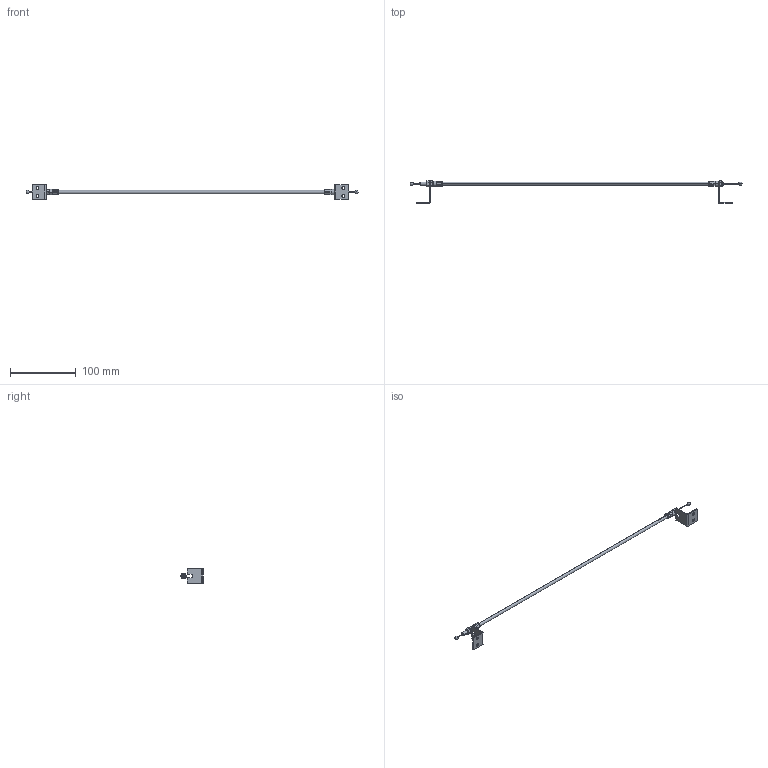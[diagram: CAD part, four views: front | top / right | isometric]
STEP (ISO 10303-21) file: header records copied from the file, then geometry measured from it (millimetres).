
FILE_DESCRIPTION (( 'STEP AP203' ), '1' );
FILE_NAME ('AC-1025-YB-500_.STEP', '2008-09-18T13:04:21', ( ' ' ), ( ' ' ), 'SwSTEP 2.0', 'SolidWorks 2007', '' );
FILE_SCHEMA (( 'CONFIG_CONTROL_DESIGN' ));
Length unit declared in the file: millimetre
Products named in the file (8): AC-1025-YB愭抂晹_岞_棉太倌; 六角ナットM5（クラス2）_JIS B 1181 Hexagon nut - Class 2 Finished M5 --N; AC-1025-YB-500_; AC-1025-YBラッチ側端子_公_ﾃﾞﾌｫﾙﾄ; AC-1025-YBハンドル側端子_公_ﾃﾞﾌｫﾙﾄ; AC-1025-YB傾僂僞乕_岞_AC-1025-YB-500; AC-1025-YBワイヤーロープ_公_AC-1025-YB-500; AC-1025-YB傾儞僌儖_岞_棉太倌
Assembly tree (11 placements, depth 2):
  AC-1025-YB-500_
    AC-1025-YB傾儞僌儖_岞_棉太倌  x2
    六角ナットM5（クラス2）_JIS B 1181 Hexagon nut - Class 2 Finished M5 --N  x3
    AC-1025-YB愭抂晹_岞_棉太倌  x2
    AC-1025-YBハンドル側端子_公_ﾃﾞﾌｫﾙﾄ
    AC-1025-YBラッチ側端子_公_ﾃﾞﾌｫﾙﾄ
    AC-1025-YB傾僂僞乕_岞_AC-1025-YB-500
    AC-1025-YBワイヤーロープ_公_AC-1025-YB-500
Bounding box: 505 x 34.62 x 22 mm (x, y, z)
Volume: 10738.4 mm3; surface area: 19853.3 mm2
Topology: 11 solids, 11 shells, 230 faces, 530 edges, 334 vertices
Faces by surface type: plane 120, cylinder 54, cone 52, sphere 4
Entity records: 5251 total; most frequent: CARTESIAN_POINT 826, DIRECTION 761, ORIENTED_EDGE 678, EDGE_CURVE 339, AXIS2_PLACEMENT_3D 282, VERTEX_POINT 219, LINE 197, VECTOR 197
